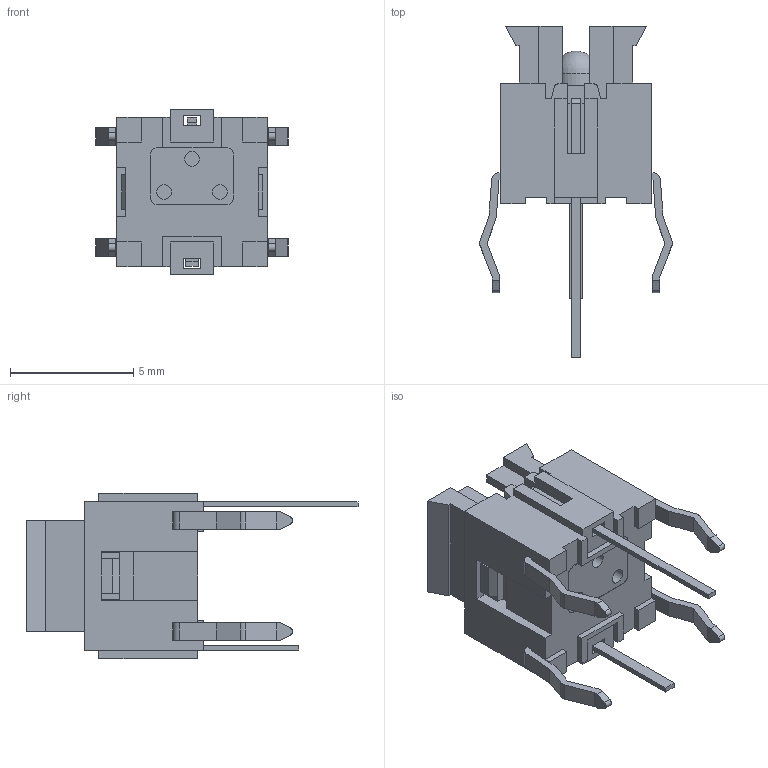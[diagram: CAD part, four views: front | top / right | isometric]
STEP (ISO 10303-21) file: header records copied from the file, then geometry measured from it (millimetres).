
FILE_DESCRIPTION( ( 'STEP AP214' ), '1' );
FILE_NAME( 'ILS TA180 50.stp', '2022-04-06T00:39:39', ( 'License CC BY-ND 4.0' ), ( 'CADENAS' ), ' ', 'PARTsolutions', ' ' );
FILE_SCHEMA( ( 'AUTOMOTIVE_DESIGN { 1 0 10303 214 1 1 1 1 }' ) );
Length unit declared in the file: millimetre
Products named in the file (2): ILS TA180 50; 1
Assembly tree (1 placements, depth 2):
  ILS TA180 50
    1
Bounding box: 7.8 x 13.45 x 6.7 mm (x, y, z)
Volume: 150.7 mm3; surface area: 577 mm2
Topology: 1 solids, 1 shells, 284 faces, 819 edges, 538 vertices
Faces by surface type: plane 249, cylinder 33, sphere 2
Full cylindrical faces by diameter (mm): 0.6 x3, 1.5 x1, 1.8 x1
Entity records: 9157 total; most frequent: CARTESIAN_POINT 1630, ORIENTED_EDGE 1616, DIRECTION 1448, EDGE_CURVE 808, LINE 740, VECTOR 740, VERTEX_POINT 536, AXIS2_PLACEMENT_3D 354
